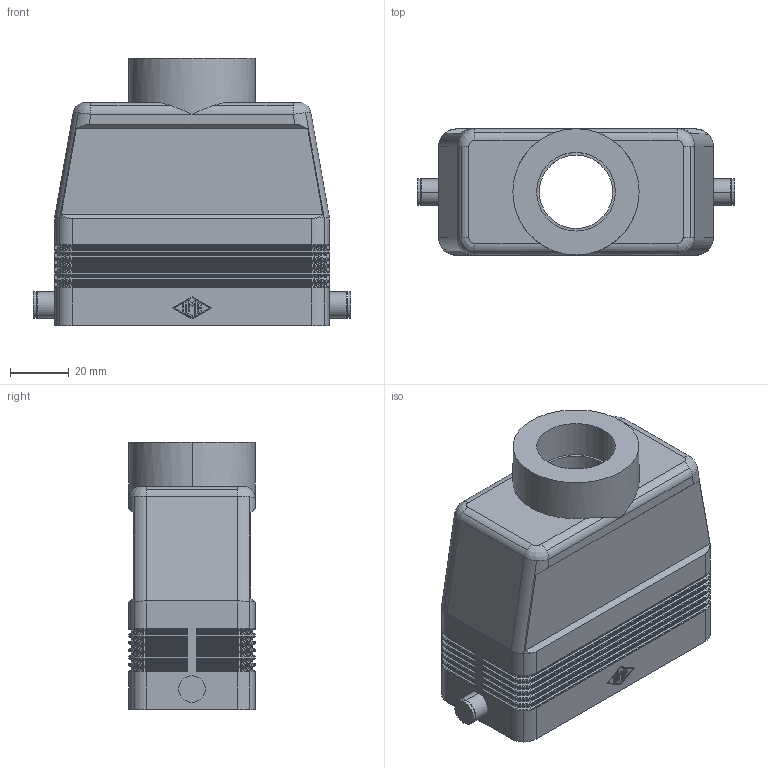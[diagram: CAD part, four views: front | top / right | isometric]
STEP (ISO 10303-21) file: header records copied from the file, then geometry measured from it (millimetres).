
FILE_DESCRIPTION((''),'2;1');
FILE_NAME('CMAV 06 L21.stp','2006-12-22T10:46:05',('gembarski'),(''),'Autodesk Inventor 7','Autodesk Inventor 7','');
FILE_SCHEMA(('AUTOMOTIVE_DESIGN { 1 0 10303 214 1 1 1 1 }'));
Length unit declared in the file: millimetre
Products named in the file (1): CMAV 06 L21
Bounding box: 108 x 43 x 91 mm (x, y, z)
Volume: 80748.6 mm3; surface area: 49183.6 mm2
Topology: 1 solids, 1 shells, 843 faces, 2053 edges, 1228 vertices
Faces by surface type: cylinder 420, bspline 201, plane 150, torus 48, cone 24
Entity records: 27716 total; most frequent: CARTESIAN_POINT 7964, DIRECTION 4329, ORIENTED_EDGE 4090, EDGE_CURVE 2045, AXIS2_PLACEMENT_3D 1649, VERTEX_POINT 1228, VECTOR 1031, LINE 1031
